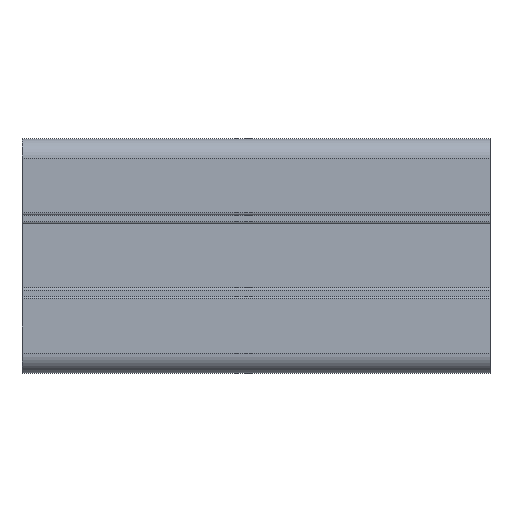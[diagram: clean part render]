
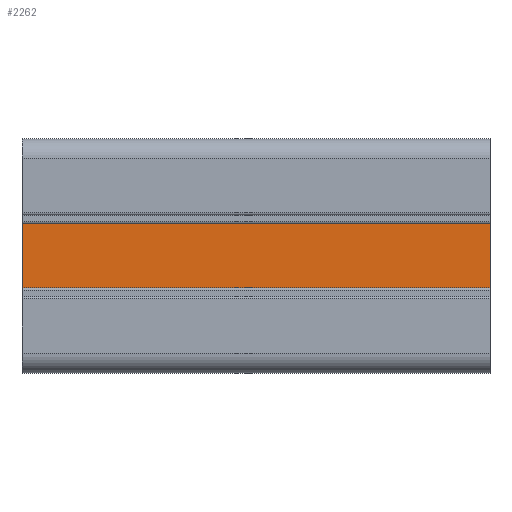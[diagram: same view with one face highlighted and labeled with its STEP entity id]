
A CAD part, top view. The second image highlights one B-rep face of the part: STEP entity #2262.
In plain terms, the highlighted planar face has unit normal (0, 0, 1).
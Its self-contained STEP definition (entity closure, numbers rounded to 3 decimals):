
#111 = VECTOR ( 'NONE', #2383, 1000. ) ;
#579 = FACE_OUTER_BOUND ( 'NONE', #3576, .T. ) ;
#742 = LINE ( 'NONE', #4004, #4132 ) ;
#1042 = EDGE_CURVE ( 'NONE', #2332, #4338, #3324, .T. ) ;
#1053 = DIRECTION ( 'NONE',  ( 0., -1., 0. ) ) ;
#1122 = VERTEX_POINT ( 'NONE', #2339 ) ;
#1366 = VERTEX_POINT ( 'NONE', #3731 ) ;
#1604 = CARTESIAN_POINT ( 'NONE',  ( 60., 4.444, 6. ) ) ;
#1620 = LINE ( 'NONE', #3316, #3844 ) ;
#1702 = CARTESIAN_POINT ( 'NONE',  ( 60., -4.444, 6. ) ) ;
#1767 = CARTESIAN_POINT ( 'NONE',  ( 0., -4.444, 6. ) ) ;
#1772 = EDGE_CURVE ( 'NONE', #1366, #1122, #3094, .T. ) ;
#1794 = DIRECTION ( 'NONE',  ( 0., -1., 0. ) ) ;
#2071 = DIRECTION ( 'NONE',  ( 0., 1., 0. ) ) ;
#2262 = ADVANCED_FACE ( 'NONE', ( #579 ), #3187, .F. ) ;
#2332 = VERTEX_POINT ( 'NONE', #2491 ) ;
#2339 = CARTESIAN_POINT ( 'NONE',  ( 0., 4.444, 6. ) ) ;
#2383 = DIRECTION ( 'NONE',  ( -1., 0., 0. ) ) ;
#2491 = CARTESIAN_POINT ( 'NONE',  ( 60., -4.444, 6. ) ) ;
#2740 = ORIENTED_EDGE ( 'NONE', *, *, #4233, .T. ) ;
#2759 = ORIENTED_EDGE ( 'NONE', *, *, #1772, .T. ) ;
#3094 = LINE ( 'NONE', #1604, #111 ) ;
#3187 = PLANE ( 'NONE',  #4389 ) ;
#3305 = CARTESIAN_POINT ( 'NONE',  ( 60., -4.444, 6. ) ) ;
#3316 = CARTESIAN_POINT ( 'NONE',  ( 0., -4.444, 6. ) ) ;
#3324 = LINE ( 'NONE', #3305, #4656 ) ;
#3410 = ORIENTED_EDGE ( 'NONE', *, *, #3905, .F. ) ;
#3576 = EDGE_LOOP ( 'NONE', ( #2740, #4362, #3410, #2759 ) ) ;
#3731 = CARTESIAN_POINT ( 'NONE',  ( 60., 4.444, 6. ) ) ;
#3844 = VECTOR ( 'NONE', #1053, 1000. ) ;
#3905 = EDGE_CURVE ( 'NONE', #1366, #2332, #742, .T. ) ;
#4004 = CARTESIAN_POINT ( 'NONE',  ( 60., -4.444, 6. ) ) ;
#4132 = VECTOR ( 'NONE', #1794, 1000. ) ;
#4233 = EDGE_CURVE ( 'NONE', #1122, #4338, #1620, .T. ) ;
#4309 = DIRECTION ( 'NONE',  ( 0., 0., -1. ) ) ;
#4338 = VERTEX_POINT ( 'NONE', #1767 ) ;
#4362 = ORIENTED_EDGE ( 'NONE', *, *, #1042, .F. ) ;
#4389 = AXIS2_PLACEMENT_3D ( 'NONE', #1702, #4309, #2071 ) ;
#4405 = DIRECTION ( 'NONE',  ( -1., 0., 0. ) ) ;
#4656 = VECTOR ( 'NONE', #4405, 1000. ) ;
